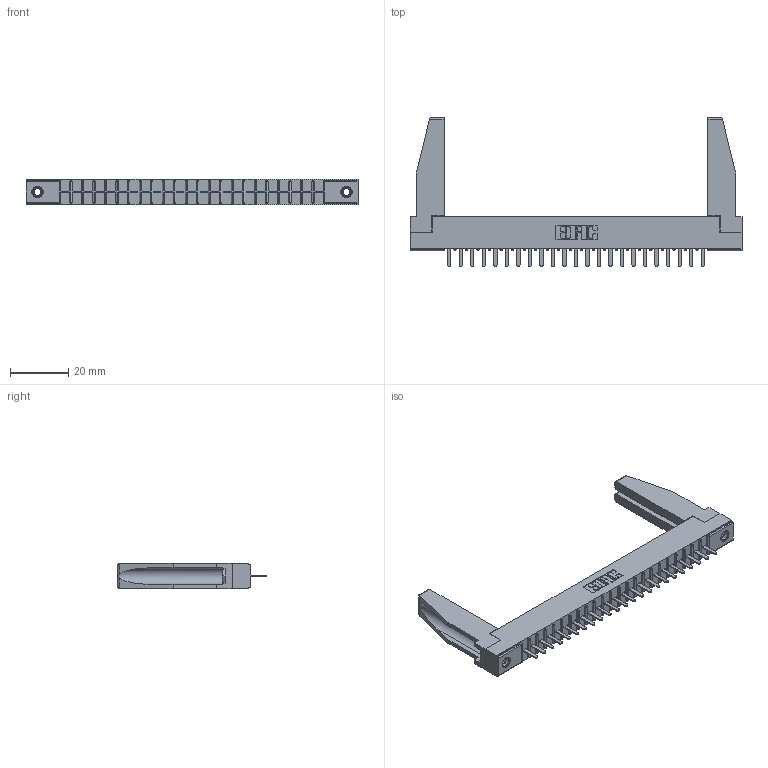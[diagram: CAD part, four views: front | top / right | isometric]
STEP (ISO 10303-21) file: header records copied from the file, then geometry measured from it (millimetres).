
FILE_DESCRIPTION (( 'STEP AP203' ), '1' );
FILE_NAME ('356-023-520-178.STEP', '2018-08-01T20:03:11', ( '' ), ( '' ), 'SwSTEP 2.0', 'SolidWorks 2016', '' );
FILE_SCHEMA (( 'CONFIG_CONTROL_DESIGN' ));
Length unit declared in the file: inch
Products named in the file (5): 307-220-078; 356-023-520-178; 306 Part_.156 Dia; 306-290-001_120; 345-250-001_345-250-001-102
Assembly tree (28 placements, depth 2):
  356-023-520-178
    306 Part_.156 Dia
    306-290-001_120  x23
    345-250-001_345-250-001-102  x2
    307-220-078  x2
Bounding box: 114.15 x 51.16 x 8.71 mm (x, y, z)
Volume: 11803.9 mm3; surface area: 15420.4 mm2
Topology: 28 solids, 28 shells, 1856 faces, 5177 edges, 3318 vertices
Faces by surface type: plane 1233, cylinder 515, sphere 92, cone 12, torus 4
Entity records: 26305 total; most frequent: CARTESIAN_POINT 4414, ORIENTED_EDGE 4332, DIRECTION 4306, EDGE_CURVE 2166, VECTOR 1686, LINE 1686, VERTEX_POINT 1376, AXIS2_PLACEMENT_3D 1310
